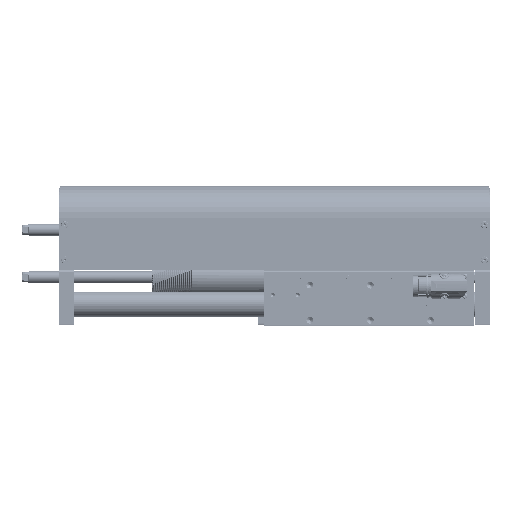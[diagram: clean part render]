
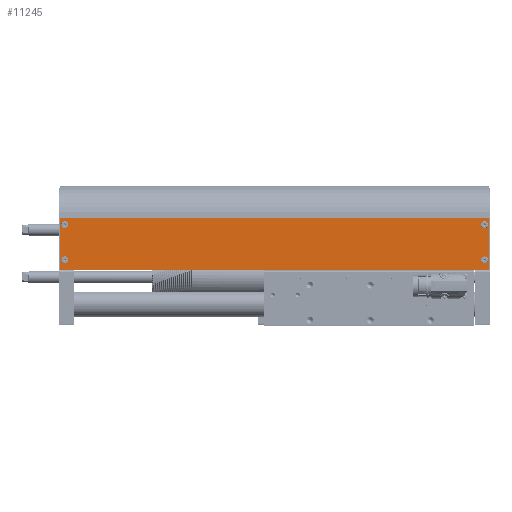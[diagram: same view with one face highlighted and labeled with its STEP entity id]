
A CAD part, top view. The second image highlights one B-rep face of the part: STEP entity #11245.
In plain terms, the highlighted face is planar.
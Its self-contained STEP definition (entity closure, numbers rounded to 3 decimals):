
#734 = FACE_OUTER_BOUND ( 'NONE', #68461, .T. ) ;
#1257 = ORIENTED_EDGE ( 'NONE', *, *, #68965, .F. ) ;
#1597 = DIRECTION ( 'NONE',  ( 0., -1., 0. ) ) ;
#3388 = AXIS2_PLACEMENT_3D ( 'NONE', #70628, #11646, #31344 ) ;
#4418 = CARTESIAN_POINT ( 'NONE',  ( -32., -7., 7.4 ) ) ;
#7051 = LINE ( 'NONE', #34502, #79425 ) ;
#7992 = EDGE_LOOP ( 'NONE', ( #13150 ) ) ;
#9016 = EDGE_CURVE ( 'NONE', #32028, #32028, #81092, .T. ) ;
#10459 = VECTOR ( 'NONE', #37676, 1000. ) ;
#10930 = CARTESIAN_POINT ( 'NONE',  ( -32., 0., 427. ) ) ;
#11245 = ADVANCED_FACE ( 'NONE', ( #734, #26857, #19955, #72169, #71327 ), #46733, .F. ) ;
#11646 = DIRECTION ( 'NONE',  ( -1., 0., 0. ) ) ;
#12656 = EDGE_CURVE ( 'NONE', #22915, #61901, #63538, .T. ) ;
#13150 = ORIENTED_EDGE ( 'NONE', *, *, #41454, .F. ) ;
#13906 = AXIS2_PLACEMENT_3D ( 'NONE', #49109, #16359, #54262 ) ;
#14123 = ORIENTED_EDGE ( 'NONE', *, *, #80151, .T. ) ;
#15186 = CIRCLE ( 'NONE', #66123, 2.4 ) ;
#16359 = DIRECTION ( 'NONE',  ( -1., 0., 0. ) ) ;
#17756 = EDGE_LOOP ( 'NONE', ( #1257 ) ) ;
#19955 = FACE_BOUND ( 'NONE', #7992, .T. ) ;
#20172 = ORIENTED_EDGE ( 'NONE', *, *, #73665, .F. ) ;
#21789 = ORIENTED_EDGE ( 'NONE', *, *, #9016, .F. ) ;
#22915 = VERTEX_POINT ( 'NONE', #28651 ) ;
#23056 = ORIENTED_EDGE ( 'NONE', *, *, #30054, .T. ) ;
#23758 = LINE ( 'NONE', #10930, #73817 ) ;
#25827 = VERTEX_POINT ( 'NONE', #45228 ) ;
#26032 = EDGE_LOOP ( 'NONE', ( #21789 ) ) ;
#26857 = FACE_BOUND ( 'NONE', #17756, .T. ) ;
#27987 = DIRECTION ( 'NONE',  ( -1., 0., 0. ) ) ;
#28400 = CARTESIAN_POINT ( 'NONE',  ( -32., -7., 422. ) ) ;
#28651 = CARTESIAN_POINT ( 'NONE',  ( -32., 0., 427. ) ) ;
#30054 = EDGE_CURVE ( 'NONE', #49995, #48441, #7051, .T. ) ;
#30710 = CARTESIAN_POINT ( 'NONE',  ( -32., 0., 427. ) ) ;
#31344 = DIRECTION ( 'NONE',  ( 0., 0., 1. ) ) ;
#32028 = VERTEX_POINT ( 'NONE', #57115 ) ;
#33722 = CARTESIAN_POINT ( 'NONE',  ( -32., -51.5, 427. ) ) ;
#34045 = DIRECTION ( 'NONE',  ( -1., 0., 0. ) ) ;
#34502 = CARTESIAN_POINT ( 'NONE',  ( -32., -51.5, 427. ) ) ;
#34902 = DIRECTION ( 'NONE',  ( 0., 0., 1. ) ) ;
#37676 = DIRECTION ( 'NONE',  ( 0., 0., -1. ) ) ;
#37698 = CIRCLE ( 'NONE', #3388, 2.4 ) ;
#39008 = DIRECTION ( 'NONE',  ( 1., 0., 0. ) ) ;
#40520 = CARTESIAN_POINT ( 'NONE',  ( -32., -42., 5. ) ) ;
#41454 = EDGE_CURVE ( 'NONE', #25827, #25827, #15186, .T. ) ;
#42186 = VERTEX_POINT ( 'NONE', #4418 ) ;
#45228 = CARTESIAN_POINT ( 'NONE',  ( -32., -7., 424.4 ) ) ;
#46720 = CARTESIAN_POINT ( 'NONE',  ( -32., -42., 424.4 ) ) ;
#46733 = PLANE ( 'NONE',  #52284 ) ;
#48441 = VERTEX_POINT ( 'NONE', #33722 ) ;
#48808 = CARTESIAN_POINT ( 'NONE',  ( -32., -51.5, 0. ) ) ;
#49109 = CARTESIAN_POINT ( 'NONE',  ( -32., -42., 422. ) ) ;
#49995 = VERTEX_POINT ( 'NONE', #48808 ) ;
#52284 = AXIS2_PLACEMENT_3D ( 'NONE', #73026, #39008, #65287 ) ;
#52350 = LINE ( 'NONE', #80010, #66357 ) ;
#54262 = DIRECTION ( 'NONE',  ( 0., 0., 1. ) ) ;
#55721 = EDGE_LOOP ( 'NONE', ( #20172 ) ) ;
#56573 = CIRCLE ( 'NONE', #13906, 2.4 ) ;
#57115 = CARTESIAN_POINT ( 'NONE',  ( -32., -42., 7.4 ) ) ;
#60488 = ORIENTED_EDGE ( 'NONE', *, *, #12656, .T. ) ;
#61268 = DIRECTION ( 'NONE',  ( 0., 0., 1. ) ) ;
#61901 = VERTEX_POINT ( 'NONE', #68051 ) ;
#63538 = LINE ( 'NONE', #30710, #10459 ) ;
#63839 = DIRECTION ( 'NONE',  ( 0., -1., 0. ) ) ;
#65192 = ORIENTED_EDGE ( 'NONE', *, *, #84465, .F. ) ;
#65287 = DIRECTION ( 'NONE',  ( 0., 1., 0. ) ) ;
#66123 = AXIS2_PLACEMENT_3D ( 'NONE', #28400, #27987, #34902 ) ;
#66357 = VECTOR ( 'NONE', #1597, 1000. ) ;
#68051 = CARTESIAN_POINT ( 'NONE',  ( -32., 0., 0. ) ) ;
#68461 = EDGE_LOOP ( 'NONE', ( #14123, #23056, #65192, #60488 ) ) ;
#68965 = EDGE_CURVE ( 'NONE', #79554, #79554, #56573, .T. ) ;
#70628 = CARTESIAN_POINT ( 'NONE',  ( -32., -7., 5. ) ) ;
#71327 = FACE_BOUND ( 'NONE', #55721, .T. ) ;
#72169 = FACE_BOUND ( 'NONE', #26032, .T. ) ;
#73026 = CARTESIAN_POINT ( 'NONE',  ( -32., 0., 427. ) ) ;
#73314 = DIRECTION ( 'NONE',  ( 0., 0., 1. ) ) ;
#73665 = EDGE_CURVE ( 'NONE', #42186, #42186, #37698, .T. ) ;
#73817 = VECTOR ( 'NONE', #63839, 1000. ) ;
#78367 = AXIS2_PLACEMENT_3D ( 'NONE', #40520, #34045, #73314 ) ;
#79425 = VECTOR ( 'NONE', #61268, 1000. ) ;
#79554 = VERTEX_POINT ( 'NONE', #46720 ) ;
#80010 = CARTESIAN_POINT ( 'NONE',  ( -32., 0., 0. ) ) ;
#80151 = EDGE_CURVE ( 'NONE', #61901, #49995, #52350, .T. ) ;
#81092 = CIRCLE ( 'NONE', #78367, 2.4 ) ;
#84465 = EDGE_CURVE ( 'NONE', #22915, #48441, #23758, .T. ) ;
